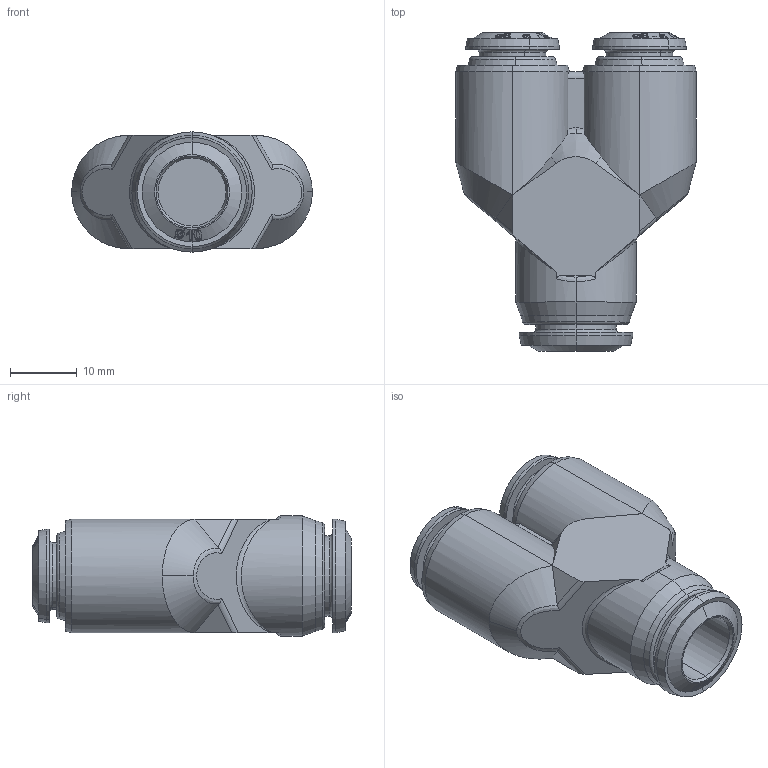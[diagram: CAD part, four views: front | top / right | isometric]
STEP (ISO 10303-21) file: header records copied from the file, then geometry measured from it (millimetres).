
FILE_DESCRIPTION(( 'RT.29.10.08.step' ), '1');
FILE_NAME( 'RT.29.10.08.step', '2018-10-08T17:20:38',( 'Sopra'),('sopra-pneumatic.com'), 'SwSTEP 2.0','SolidWorks 2009','' );
FILE_SCHEMA (( 'AUTOMOTIVE_DESIGN' ));
Length unit declared in the file: millimetre
Products named in the file (1): 5531000010A
Bounding box: 36 x 47.7 x 18 mm (x, y, z)
Volume: 15448.9 mm3; surface area: 5611.2 mm2
Topology: 1 solids, 1 shells, 373 faces, 961 edges, 624 vertices
Faces by surface type: bspline 210, cone 76, plane 40, cylinder 32, torus 15
Entity records: 24866 total; most frequent: CARTESIAN_POINT 17081, ORIENTED_EDGE 1914, EDGE_CURVE 957, DIRECTION 712, B_SPLINE_CURVE_WITH_KNOTS 674, VERTEX_POINT 624, EDGE_LOOP 411, FACE_OUTER_BOUND 373
